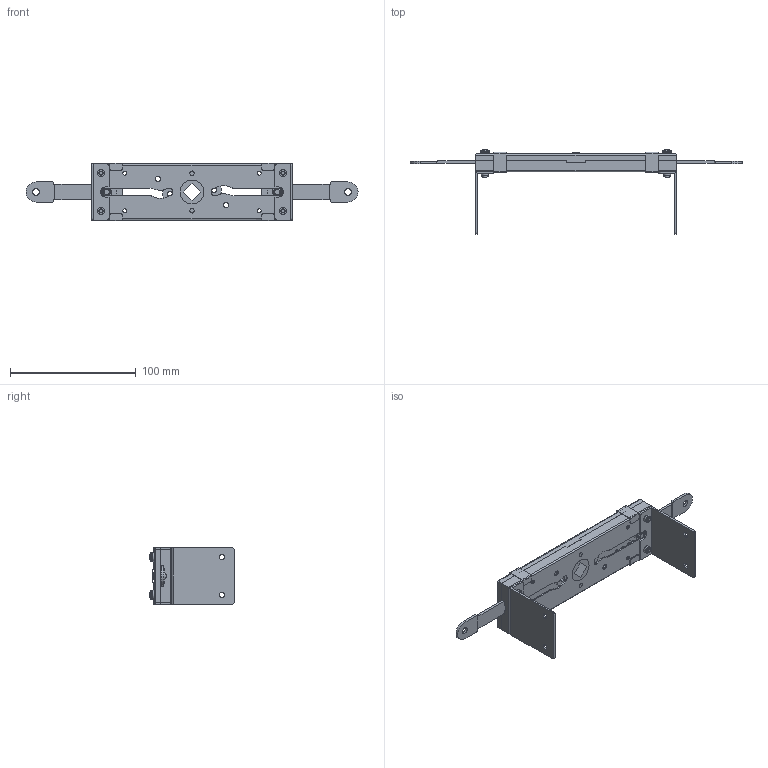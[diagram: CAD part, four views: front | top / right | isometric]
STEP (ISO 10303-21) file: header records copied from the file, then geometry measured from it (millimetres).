
FILE_DESCRIPTION (( 'STEP AP203' ), '1' );
FILE_NAME ('AC-1100-P-1-10.STEP', '2019-10-23T07:56:56', ( '' ), ( '' ), 'SwSTEP 2.0', 'SolidWorks 2014', '' );
FILE_SCHEMA (( 'CONFIG_CONTROL_DESIGN' ));
Length unit declared in the file: millimetre
Products named in the file (13): AC-1100-P-1-10; AC-1100-P-1_カバー; AC-1100-P-1_カシメピン_公開用; AC-1100-P-1_ジョイントプレートピン_公開用; AC-1100-P-1_取付けプレート_公開用; AC-1100-P-1-10_カムリングAssy_公開用; AC-1100-P-1_十字穴付小ねじ_内径基準ver1.02_M4x20十字穴付なべ小ねじ(SUS)SWシングルセムス(P2); AC-1100-P-1_傾乕儉Assy_岞奐梡; AC-1100-P-1-10_カム_公開用; AC-1100-P-1_セットスプリング_公開用; AC-1100-P-1_ジョイントプレート_公開用; AC-1100-P-1_リンクプレートB_Assy_公開用; AC-1100-P-1_ケース_公開用
Assembly tree (19 placements, depth 4):
  AC-1100-P-1-10
    AC-1100-P-1_ケース_公開用
    AC-1100-P-1-10_カムリングAssy_公開用
      AC-1100-P-1-10_カム_公開用
    AC-1100-P-1_傾乕儉Assy_岞奐梡  x2
      AC-1100-P-1_リンクプレートB_Assy_公開用
        AC-1100-P-1_ジョイントプレート_公開用
        AC-1100-P-1_ジョイントプレートピン_公開用
    AC-1100-P-1_カバー
    AC-1100-P-1_カシメピン_公開用  x2
    AC-1100-P-1_セットスプリング_公開用  x2
    AC-1100-P-1_十字穴付小ねじ_内径基準ver1.02_M4x20十字穴付なべ小ねじ(SUS)SWシングルセムス(P2)  x4
    AC-1100-P-1_取付けプレート_公開用  x2
Bounding box: 264.4 x 67.55 x 46 mm (x, y, z)
Volume: 36879 mm3; surface area: 60945.9 mm2
Topology: 17 solids, 17 shells, 648 faces, 1704 edges, 1120 vertices
Faces by surface type: cylinder 306, plane 302, cone 24, torus 8, sphere 8
Entity records: 14389 total; most frequent: DIRECTION 2324, CARTESIAN_POINT 2257, ORIENTED_EDGE 2126, EDGE_CURVE 1063, AXIS2_PLACEMENT_3D 857, VERTEX_POINT 702, LINE 610, VECTOR 610
